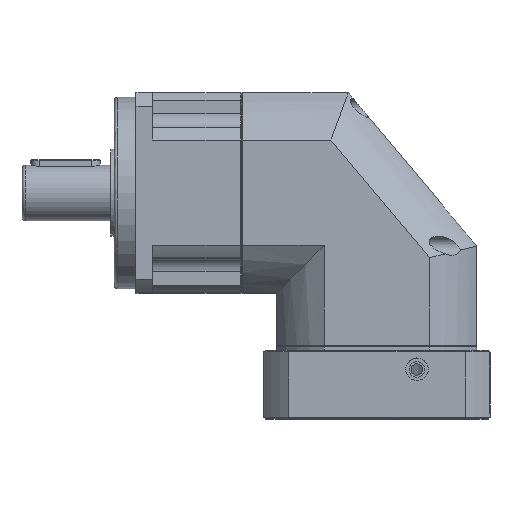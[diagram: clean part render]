
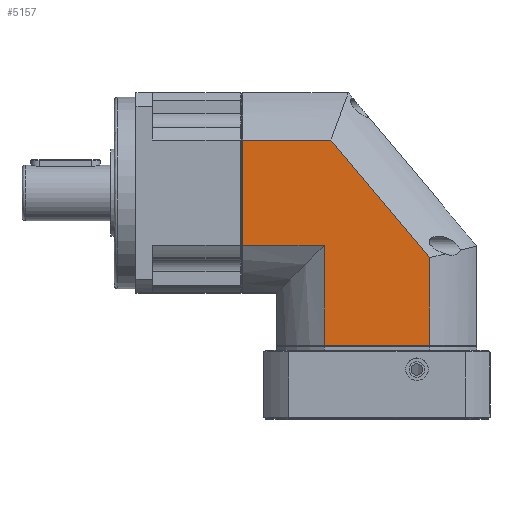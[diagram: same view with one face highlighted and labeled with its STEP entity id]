
A CAD part, top view. The second image highlights one B-rep face of the part: STEP entity #5157.
In plain terms, the highlighted planar face has unit normal (0, 0, 1).
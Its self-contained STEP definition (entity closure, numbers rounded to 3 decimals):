
#85 = CARTESIAN_POINT ( 'NONE',  ( 40.561, -20.52, 115. ) ) ;
#2252 = CARTESIAN_POINT ( 'NONE',  ( -20.061, -8.988, 115. ) ) ;
#2508 = VERTEX_POINT ( 'NONE', #14929 ) ;
#2967 = CARTESIAN_POINT ( 'NONE',  ( -66.95, -8.988, 115. ) ) ;
#3006 = VERTEX_POINT ( 'NONE', #3141 ) ;
#3014 = CARTESIAN_POINT ( 'NONE',  ( -20.061, -13.561, 115. ) ) ;
#3033 = VECTOR ( 'NONE', #19353, 1000. ) ;
#3141 = CARTESIAN_POINT ( 'NONE',  ( 40.561, -70.95, 115. ) ) ;
#3406 = DIRECTION ( 'NONE',  ( 1., 0., 0. ) ) ;
#3436 = ORIENTED_EDGE ( 'NONE', *, *, #9898, .T. ) ;
#3531 = CARTESIAN_POINT ( 'NONE',  ( -9.042, -8.988, 115. ) ) ;
#3667 = DIRECTION ( 'NONE',  ( 0., 0., 1. ) ) ;
#4596 = ORIENTED_EDGE ( 'NONE', *, *, #18905, .T. ) ;
#4620 = VERTEX_POINT ( 'NONE', #5483 ) ;
#4862 = VERTEX_POINT ( 'NONE', #20184 ) ;
#5157 = ADVANCED_FACE ( 'NONE', ( #5306 ), #11044, .T. ) ;
#5306 = FACE_OUTER_BOUND ( 'NONE', #11954, .T. ) ;
#5396 = VERTEX_POINT ( 'NONE', #85 ) ;
#5403 = ORIENTED_EDGE ( 'NONE', *, *, #19905, .T. ) ;
#5483 = CARTESIAN_POINT ( 'NONE',  ( -20.061, -70.95, 115. ) ) ;
#6066 = VECTOR ( 'NONE', #15474, 1000. ) ;
#6331 = CARTESIAN_POINT ( 'NONE',  ( -9.042, 47.061, 115. ) ) ;
#6542 = ORIENTED_EDGE ( 'NONE', *, *, #13913, .T. ) ;
#7000 = VERTEX_POINT ( 'NONE', #3014 ) ;
#7022 = VERTEX_POINT ( 'NONE', #19319 ) ;
#7090 = DIRECTION ( 'NONE',  ( -0.643, 0.766, 0. ) ) ;
#7600 = EDGE_CURVE ( 'NONE', #7000, #4620, #11101, .T. ) ;
#8134 = CARTESIAN_POINT ( 'NONE',  ( -9.042, -70.95, 115. ) ) ;
#9051 = CARTESIAN_POINT ( 'NONE',  ( 40.561, -8.988, 115. ) ) ;
#9612 = VECTOR ( 'NONE', #15974, 1000. ) ;
#9801 = LINE ( 'NONE', #8134, #17858 ) ;
#9898 = EDGE_CURVE ( 'NONE', #7022, #4862, #10109, .T. ) ;
#10109 = LINE ( 'NONE', #6331, #9612 ) ;
#10413 = LINE ( 'NONE', #10608, #6066 ) ;
#10608 = CARTESIAN_POINT ( 'NONE',  ( -9.042, -13.561, 115. ) ) ;
#10787 = LINE ( 'NONE', #16767, #19348 ) ;
#10826 = ORIENTED_EDGE ( 'NONE', *, *, #15289, .T. ) ;
#11044 = PLANE ( 'NONE',  #13783 ) ;
#11101 = LINE ( 'NONE', #2252, #17642 ) ;
#11730 = LINE ( 'NONE', #9051, #16003 ) ;
#11954 = EDGE_LOOP ( 'NONE', ( #6542, #13357, #16056, #5403, #10826, #3436, #4596 ) ) ;
#13357 = ORIENTED_EDGE ( 'NONE', *, *, #7600, .T. ) ;
#13690 = DIRECTION ( 'NONE',  ( 0., -1., 0. ) ) ;
#13783 = AXIS2_PLACEMENT_3D ( 'NONE', #3531, #3667, #3406 ) ;
#13913 = EDGE_CURVE ( 'NONE', #2508, #7000, #10413, .T. ) ;
#14929 = CARTESIAN_POINT ( 'NONE',  ( -66.95, -13.561, 115. ) ) ;
#15289 = EDGE_CURVE ( 'NONE', #5396, #7022, #10787, .T. ) ;
#15474 = DIRECTION ( 'NONE',  ( 1., 0., 0. ) ) ;
#15974 = DIRECTION ( 'NONE',  ( -1., 0., 0. ) ) ;
#16003 = VECTOR ( 'NONE', #18678, 1000. ) ;
#16056 = ORIENTED_EDGE ( 'NONE', *, *, #18428, .T. ) ;
#16767 = CARTESIAN_POINT ( 'NONE',  ( 40.561, -20.52, 115. ) ) ;
#17642 = VECTOR ( 'NONE', #13690, 1000. ) ;
#17705 = DIRECTION ( 'NONE',  ( 1., 0., 0. ) ) ;
#17858 = VECTOR ( 'NONE', #17705, 1000. ) ;
#18428 = EDGE_CURVE ( 'NONE', #4620, #3006, #9801, .T. ) ;
#18678 = DIRECTION ( 'NONE',  ( 0., 1., 0. ) ) ;
#18905 = EDGE_CURVE ( 'NONE', #4862, #2508, #19868, .T. ) ;
#19319 = CARTESIAN_POINT ( 'NONE',  ( -16.146, 47.061, 115. ) ) ;
#19348 = VECTOR ( 'NONE', #7090, 1000. ) ;
#19353 = DIRECTION ( 'NONE',  ( 0., -1., 0. ) ) ;
#19868 = LINE ( 'NONE', #2967, #3033 ) ;
#19905 = EDGE_CURVE ( 'NONE', #3006, #5396, #11730, .T. ) ;
#20184 = CARTESIAN_POINT ( 'NONE',  ( -66.95, 47.061, 115. ) ) ;
